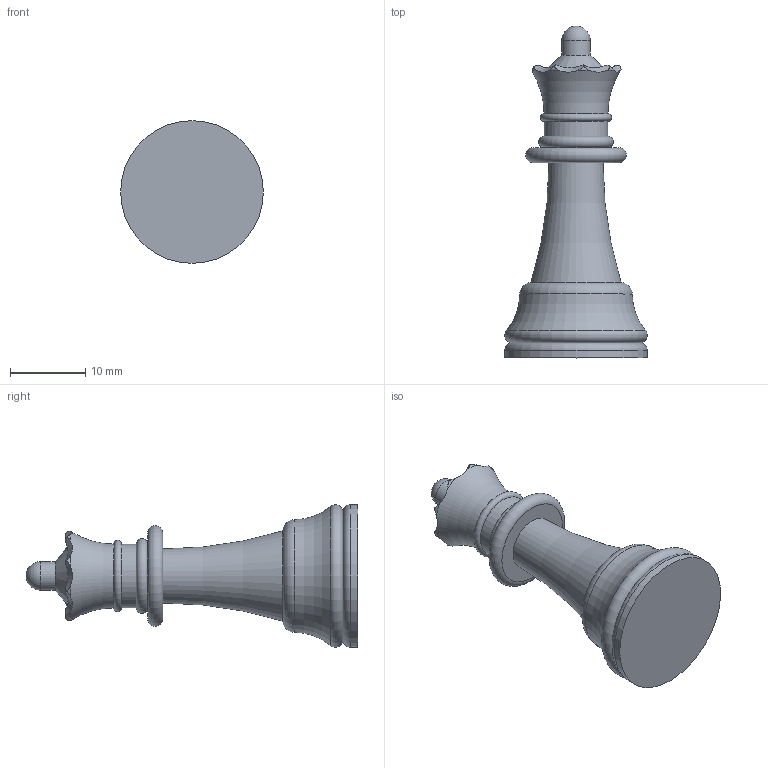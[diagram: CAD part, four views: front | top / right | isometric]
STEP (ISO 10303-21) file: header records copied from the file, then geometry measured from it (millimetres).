
FILE_DESCRIPTION(/* description */ (''),/* implementation_level */ '2;1');
FILE_NAME(/* name */ 'chess_dame v2.step',/* time_stamp */ '2021-03-21T00:13:30+01:00',/* author */ (''),/* organization */ (''),/* preprocessor_version */ 'ST-DEVELOPER v18.1',/* originating_system */ 'Autodesk Translation Framework v9.10.0.1330',/* authorisation */ '');
FILE_SCHEMA (('AUTOMOTIVE_DESIGN { 1 0 10303 214 3 1 1 }'));
Length unit declared in the file: millimetre
Products named in the file (1): chess_dame
Bounding box: 19 x 44.2 x 19 mm (x, y, z)
Volume: 4326.9 mm3; surface area: 2146.2 mm2
Topology: 1 solids, 1 shells, 45 faces, 118 edges, 76 vertices
Faces by surface type: torus 27, cylinder 12, plane 3, cone 2, sphere 1
Full cylindrical faces by diameter (mm): 3.8 x1, 8.5 x1, 19 x1
Entity records: 1808 total; most frequent: CARTESIAN_POINT 720, ORIENTED_EDGE 234, DIRECTION 209, EDGE_CURVE 117, AXIS2_PLACEMENT_3D 102, VERTEX_POINT 76, B_SPLINE_CURVE_WITH_KNOTS 56, EDGE_LOOP 47
